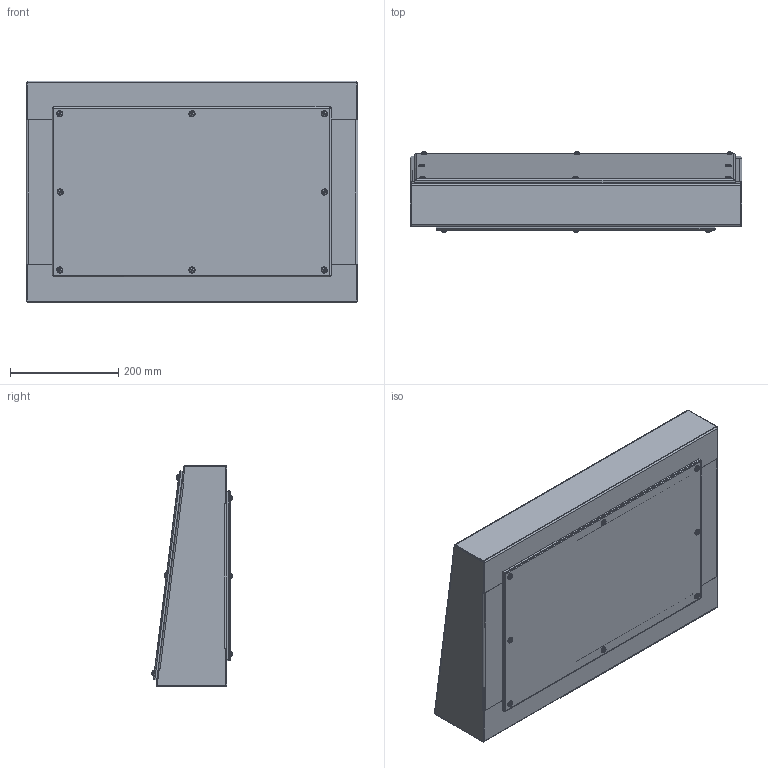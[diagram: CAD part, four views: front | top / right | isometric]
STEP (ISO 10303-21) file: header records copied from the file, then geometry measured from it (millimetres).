
FILE_DESCRIPTION(/* description */ ('WC10 CONSOLE TOP, 24"'),/* implementation_level */ '2;1');
FILE_NAME(/* name */ 'WC10_T-assm.stp',/* time_stamp */ '2017-06-22T14:08:27-05:00',/* author */ ('wford'),/* organization */ (''),/* preprocessor_version */ 'ST-DEVELOPER v16.1',/* originating_system */ 'Autodesk Inventor 2016',/* authorisation */ '');
FILE_SCHEMA (('AUTOMOTIVE_DESIGN { 1 0 10303 214 3 1 1 }'));
Length unit declared in the file: inch
Products named in the file (12): WC10TBTM; WC10_TLS; WC10_TRS; WC10TTOP; 34984; WC10TIPNL; WC10TAPNL; WC10TFRNTGSK; WC10TBACKGSK; 372163; 39077; WC10_T-assm
Assembly tree (72 placements, depth 2):
  WC10_T-assm
    WC10TBTM
    WC10_TLS
    WC10_TRS
    WC10TTOP
    34984  x16
    WC10TIPNL
    WC10TAPNL
    WC10TFRNTGSK
    WC10TBACKGSK
    372163  x16
    39077  x32
Bounding box: 613.36 x 149.44 x 410.16 mm (x, y, z)
Volume: 1855174.1 mm3; surface area: 1803801.7 mm2
Topology: 72 solids, 72 shells, 1688 faces, 4248 edges, 2752 vertices
Faces by surface type: plane 968, cylinder 352, cone 256, torus 80, bspline 16, sphere 16
Full cylindrical faces by diameter (mm): 3.962 x16, 4.826 x16, 4.978 x16, 6.299 x16, 6.35 x16, 6.528 x16, 7.061 x32, 9.474 x16, 10.312 x16, 11.506 x32
Entity records: 10405 total; most frequent: CARTESIAN_POINT 2398, DIRECTION 1556, ORIENTED_EDGE 1388, EDGE_CURVE 694, AXIS2_PLACEMENT_3D 552, LINE 452, VECTOR 452, VERTEX_POINT 446
